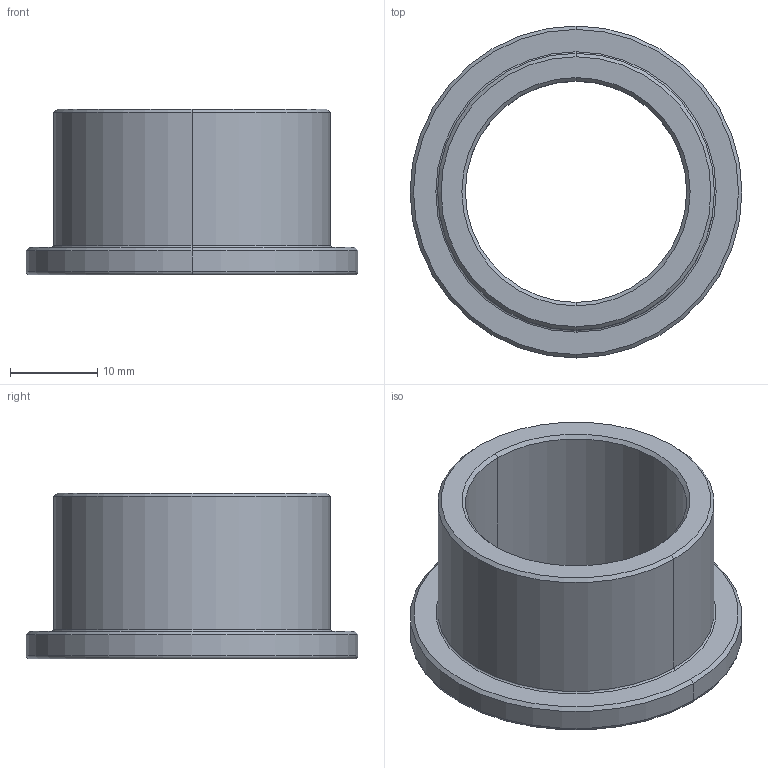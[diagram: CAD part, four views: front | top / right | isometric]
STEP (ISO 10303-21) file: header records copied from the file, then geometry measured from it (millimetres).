
FILE_DESCRIPTION (( 'STEP AP203' ), '1' );
FILE_NAME ('2938T25_High-Load Oil-Embedded Sleeve Bearing.STEP', '2023-01-23T19:32:36', ( 'Administrator' ), ( 'Managed by Terraform' ), 'SwSTEP 2.0', 'SolidWorks 2017', '' );
FILE_SCHEMA (( 'CONFIG_CONTROL_DESIGN' ));
Length unit declared in the file: inch
Products named in the file (1): 2938T25_High-Load Oil-Embedded Sleeve Bearing
Bounding box: 38.1 x 38.1 x 19.05 mm (x, y, z)
Volume: 6529.2 mm3; surface area: 4652.9 mm2
Topology: 1 solids, 1 shells, 19 faces, 38 edges, 22 vertices
Faces by surface type: cone 6, cylinder 6, torus 4, plane 3
Entity records: 581 total; most frequent: DIRECTION 104, CARTESIAN_POINT 80, ORIENTED_EDGE 76, AXIS2_PLACEMENT_3D 46, EDGE_CURVE 38, CIRCLE 26, EDGE_LOOP 22, VERTEX_POINT 22
